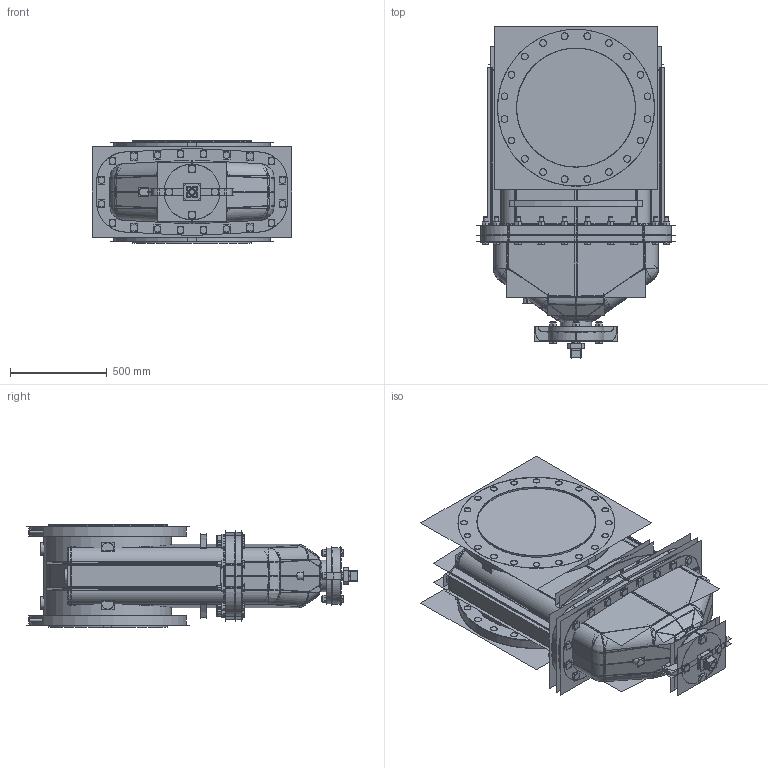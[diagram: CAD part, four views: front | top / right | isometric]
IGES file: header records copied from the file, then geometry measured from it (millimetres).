
Start section:  PTC IGES file: 24 nrs ff assy website.igs
Global section: file name: 24 nrs ff assy website.igs; native system: Pro/ENGINEER by Parametric Technology Corporation; preprocessor: 2010280; author: smm2; organization: Unknown; date: 20141120.091946; units: inch
Bounding box: 1030.22 x 1717.74 x 528.32 mm (x, y, z)
Surface area: 22209583.7 mm2 (no closed solid volume)
Topology: 0 solids, 0 shells, 2402 faces, 32876 edges, 42830 vertices
Faces by surface type: bspline 1472, revolution 930
